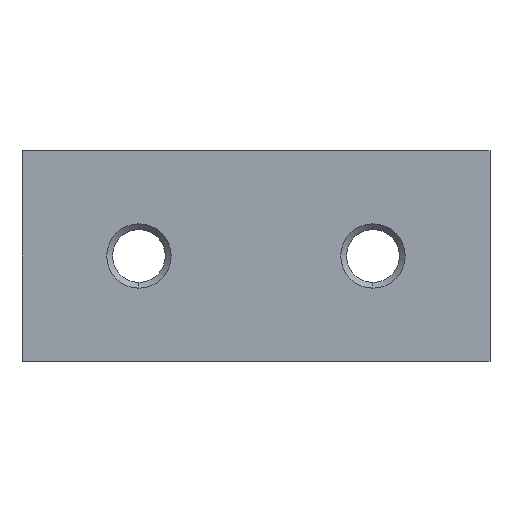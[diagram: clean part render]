
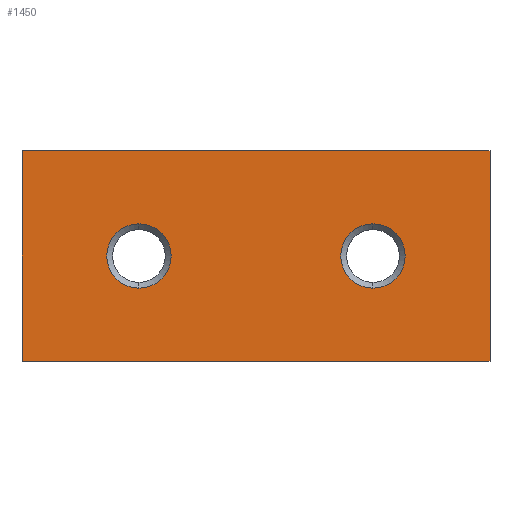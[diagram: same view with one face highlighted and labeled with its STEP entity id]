
A CAD part, front view. The second image highlights one B-rep face of the part: STEP entity #1450.
In plain terms, the highlighted planar face has unit normal (0, -1, 0).
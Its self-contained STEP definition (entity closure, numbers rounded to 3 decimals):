
#19 = ORIENTED_EDGE ( 'NONE', *, *, #455, .T. ) ;
#39 = ORIENTED_EDGE ( 'NONE', *, *, #786, .F. ) ;
#53 = VERTEX_POINT ( 'NONE', #1585 ) ;
#105 = DIRECTION ( 'NONE',  ( -1., 0., 0. ) ) ;
#139 = CIRCLE ( 'NONE', #552, 5.5 ) ;
#146 = CIRCLE ( 'NONE', #1484, 5.5 ) ;
#184 = EDGE_LOOP ( 'NONE', ( #1221, #1788 ) ) ;
#185 = DIRECTION ( 'NONE',  ( 1., 0., 0. ) ) ;
#198 = LINE ( 'NONE', #1692, #867 ) ;
#204 = CARTESIAN_POINT ( 'NONE',  ( 0., 0., 0. ) ) ;
#214 = EDGE_CURVE ( 'NONE', #53, #632, #139, .T. ) ;
#222 = VERTEX_POINT ( 'NONE', #1647 ) ;
#259 = CARTESIAN_POINT ( 'NONE',  ( -79.984, 0., 36. ) ) ;
#286 = DIRECTION ( 'NONE',  ( 0., 1., 0. ) ) ;
#384 = CARTESIAN_POINT ( 'NONE',  ( -20., 0., 18. ) ) ;
#455 = EDGE_CURVE ( 'NONE', #745, #2066, #1116, .T. ) ;
#552 = AXIS2_PLACEMENT_3D ( 'NONE', #384, #1292, #1131 ) ;
#576 = CARTESIAN_POINT ( 'NONE',  ( -60., 0., 18. ) ) ;
#582 = DIRECTION ( 'NONE',  ( 0., 0., -1. ) ) ;
#601 = EDGE_CURVE ( 'NONE', #720, #1645, #1710, .T. ) ;
#628 = CARTESIAN_POINT ( 'NONE',  ( 0., 0., 36. ) ) ;
#632 = VERTEX_POINT ( 'NONE', #1636 ) ;
#702 = EDGE_CURVE ( 'NONE', #632, #53, #146, .T. ) ;
#720 = VERTEX_POINT ( 'NONE', #1120 ) ;
#737 = EDGE_LOOP ( 'NONE', ( #19, #39, #1360, #2165 ) ) ;
#745 = VERTEX_POINT ( 'NONE', #2032 ) ;
#765 = EDGE_CURVE ( 'NONE', #1554, #222, #198, .T. ) ;
#786 = EDGE_CURVE ( 'NONE', #222, #2066, #1359, .T. ) ;
#867 = VECTOR ( 'NONE', #1514, 1000. ) ;
#945 = CIRCLE ( 'NONE', #1670, 5.5 ) ;
#980 = CARTESIAN_POINT ( 'NONE',  ( -60., 0., 23.5 ) ) ;
#1018 = AXIS2_PLACEMENT_3D ( 'NONE', #576, #1283, #2131 ) ;
#1021 = VECTOR ( 'NONE', #1721, 1000. ) ;
#1027 = CARTESIAN_POINT ( 'NONE',  ( -60., 0., 18. ) ) ;
#1032 = ORIENTED_EDGE ( 'NONE', *, *, #1695, .T. ) ;
#1073 = DIRECTION ( 'NONE',  ( 0., 1., 0. ) ) ;
#1093 = CARTESIAN_POINT ( 'NONE',  ( 0., 0., 0. ) ) ;
#1116 = LINE ( 'NONE', #1093, #1746 ) ;
#1120 = CARTESIAN_POINT ( 'NONE',  ( -60., 0., 12.5 ) ) ;
#1131 = DIRECTION ( 'NONE',  ( -1., 0., 0. ) ) ;
#1221 = ORIENTED_EDGE ( 'NONE', *, *, #702, .T. ) ;
#1258 = VECTOR ( 'NONE', #582, 1000. ) ;
#1283 = DIRECTION ( 'NONE',  ( 0., 1., 0. ) ) ;
#1292 = DIRECTION ( 'NONE',  ( 0., 1., 0. ) ) ;
#1317 = FACE_BOUND ( 'NONE', #2094, .T. ) ;
#1338 = FACE_OUTER_BOUND ( 'NONE', #737, .T. ) ;
#1359 = LINE ( 'NONE', #628, #1021 ) ;
#1360 = ORIENTED_EDGE ( 'NONE', *, *, #765, .F. ) ;
#1406 = AXIS2_PLACEMENT_3D ( 'NONE', #2226, #286, #2035 ) ;
#1447 = CARTESIAN_POINT ( 'NONE',  ( -20., 0., 18. ) ) ;
#1450 = ADVANCED_FACE ( 'NONE', ( #1678, #1317, #1338 ), #1891, .F. ) ;
#1457 = CARTESIAN_POINT ( 'NONE',  ( -79.984, 0., 36. ) ) ;
#1458 = DIRECTION ( 'NONE',  ( -1., 0., 0. ) ) ;
#1484 = AXIS2_PLACEMENT_3D ( 'NONE', #1447, #1073, #1458 ) ;
#1514 = DIRECTION ( 'NONE',  ( 1., 0., 0. ) ) ;
#1554 = VERTEX_POINT ( 'NONE', #1457 ) ;
#1585 = CARTESIAN_POINT ( 'NONE',  ( -20., 0., 23.5 ) ) ;
#1636 = CARTESIAN_POINT ( 'NONE',  ( -20., 0., 12.5 ) ) ;
#1645 = VERTEX_POINT ( 'NONE', #980 ) ;
#1647 = CARTESIAN_POINT ( 'NONE',  ( 0., 0., 36. ) ) ;
#1656 = LINE ( 'NONE', #259, #1258 ) ;
#1670 = AXIS2_PLACEMENT_3D ( 'NONE', #1027, #2281, #105 ) ;
#1678 = FACE_BOUND ( 'NONE', #184, .T. ) ;
#1692 = CARTESIAN_POINT ( 'NONE',  ( 0., 0., 36. ) ) ;
#1695 = EDGE_CURVE ( 'NONE', #1645, #720, #945, .T. ) ;
#1710 = CIRCLE ( 'NONE', #1018, 5.5 ) ;
#1721 = DIRECTION ( 'NONE',  ( 0., 0., -1. ) ) ;
#1746 = VECTOR ( 'NONE', #185, 1000. ) ;
#1788 = ORIENTED_EDGE ( 'NONE', *, *, #214, .T. ) ;
#1889 = ORIENTED_EDGE ( 'NONE', *, *, #601, .T. ) ;
#1891 = PLANE ( 'NONE',  #1406 ) ;
#2032 = CARTESIAN_POINT ( 'NONE',  ( -79.984, 0., 0. ) ) ;
#2035 = DIRECTION ( 'NONE',  ( -1., 0., 0. ) ) ;
#2066 = VERTEX_POINT ( 'NONE', #204 ) ;
#2094 = EDGE_LOOP ( 'NONE', ( #1889, #1032 ) ) ;
#2131 = DIRECTION ( 'NONE',  ( -1., 0., 0. ) ) ;
#2165 = ORIENTED_EDGE ( 'NONE', *, *, #2166, .T. ) ;
#2166 = EDGE_CURVE ( 'NONE', #1554, #745, #1656, .T. ) ;
#2226 = CARTESIAN_POINT ( 'NONE',  ( 0., 0., 36. ) ) ;
#2281 = DIRECTION ( 'NONE',  ( 0., 1., 0. ) ) ;
